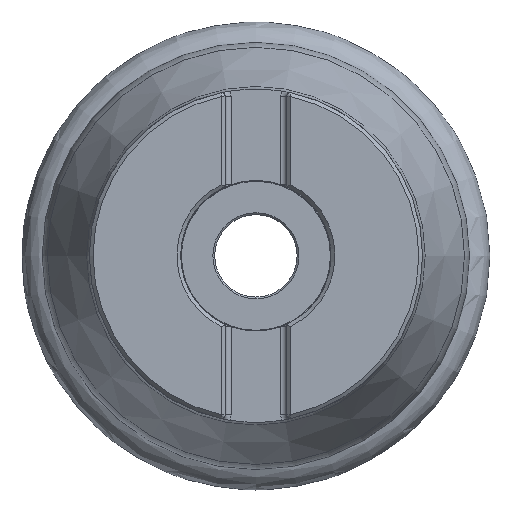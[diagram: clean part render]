
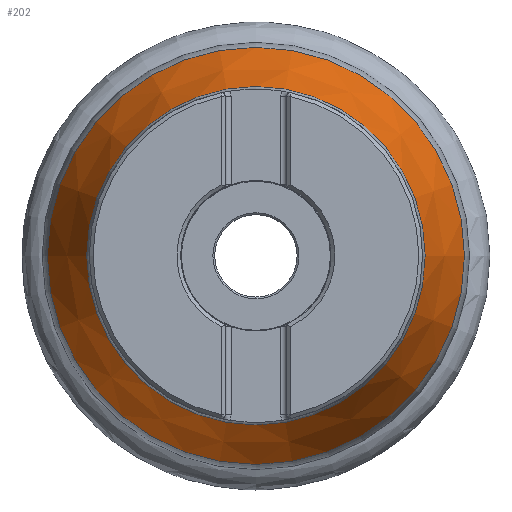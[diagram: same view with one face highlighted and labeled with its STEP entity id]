
A CAD part, top view. The second image highlights one B-rep face of the part: STEP entity #202.
In plain terms, the highlighted conical face has half-angle 21.337 degrees and reference radius 57 mm.
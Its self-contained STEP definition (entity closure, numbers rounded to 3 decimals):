
#110=FACE_BOUND('',#331,.T.);
#111=FACE_BOUND('',#332,.T.);
#152=CONICAL_SURFACE('',#1058,57.,21.337);
#202=ADVANCED_FACE('',(#110,#111),#152,.T.);
#331=EDGE_LOOP('',(#509));
#332=EDGE_LOOP('',(#510));
#422=CIRCLE('',#1056,45.185);
#423=CIRCLE('',#1057,55.684);
#509=ORIENTED_EDGE('',*,*,#861,.T.);
#510=ORIENTED_EDGE('',*,*,#862,.T.);
#765=VERTEX_POINT('',#1682);
#766=VERTEX_POINT('',#1684);
#861=EDGE_CURVE('',#765,#765,#422,.T.);
#862=EDGE_CURVE('',#766,#766,#423,.T.);
#1056=AXIS2_PLACEMENT_3D('',#1681,#1224,#1225);
#1057=AXIS2_PLACEMENT_3D('',#1683,#1226,#1227);
#1058=AXIS2_PLACEMENT_3D('',#1685,#1228,#1229);
#1224=DIRECTION('',(0.,0.,-1.));
#1225=DIRECTION('',(-1.,0.,0.));
#1226=DIRECTION('',(0.,0.,1.));
#1227=DIRECTION('',(1.,0.,0.));
#1228=DIRECTION('',(0.,0.,-1.));
#1229=DIRECTION('',(-1.,0.,0.));
#1681=CARTESIAN_POINT('',(0.,0.,-13.755));
#1682=CARTESIAN_POINT('',(-45.185,0.,-13.755));
#1683=CARTESIAN_POINT('',(0.,0.,-40.63));
#1684=CARTESIAN_POINT('',(55.684,0.,-40.63));
#1685=CARTESIAN_POINT('',(0.,0.,-44.));
